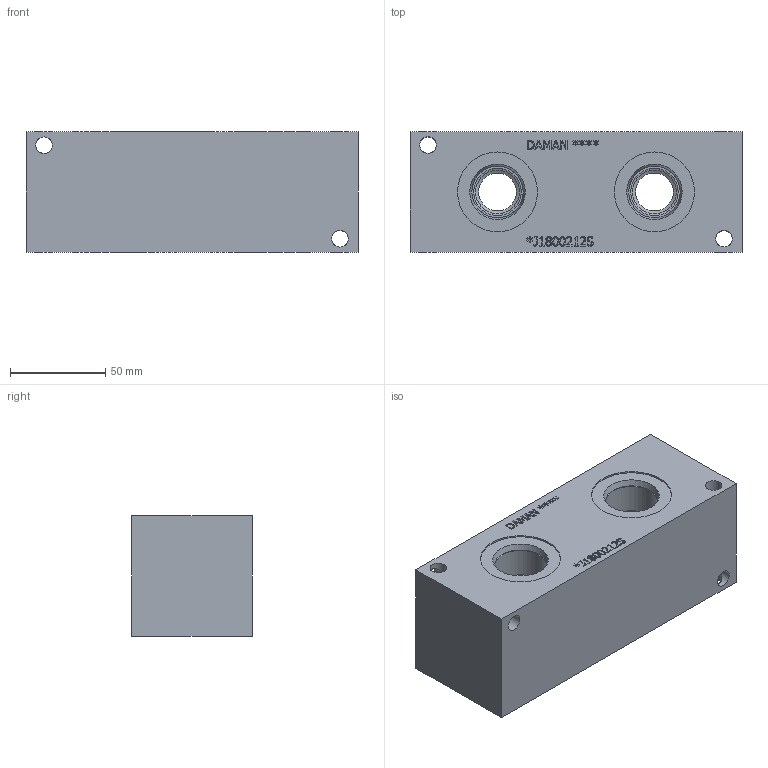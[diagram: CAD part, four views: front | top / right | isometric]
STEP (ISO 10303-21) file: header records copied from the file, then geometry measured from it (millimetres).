
FILE_DESCRIPTION(/* description */ (''),/* implementation_level */ '2;1');
FILE_NAME(/* name */ '_J1800212S.stp',/* time_stamp */ '2020-03-12T08:59:25-04:00',/* author */ ('alexanderw'),/* organization */ (''),/* preprocessor_version */ 'ST-DEVELOPER v17',/* originating_system */ 'Autodesk Inventor 2019',/* authorisation */ '');
FILE_SCHEMA (('AUTOMOTIVE_DESIGN { 1 0 10303 214 3 1 1 }'));
Length unit declared in the file: millimetre
Products named in the file (1): Part_DJ1800212S_3D
Bounding box: 174.62 x 63.5 x 63.5 mm (x, y, z)
Volume: 620111.8 mm3; surface area: 67332.8 mm2
Topology: 1 solids, 1 shells, 366 faces, 1000 edges, 666 vertices
Faces by surface type: plane 226, bspline 96, cylinder 28, cone 16
Full cylindrical faces by diameter (mm): 8.738 x8, 23.012 x4, 24.917 x4, 26.99 x1, 27 x3, 27.432 x4, 42.037 x4
Entity records: 12375 total; most frequent: CARTESIAN_POINT 3281, ORIENTED_EDGE 2000, DIRECTION 1448, EDGE_CURVE 1000, LINE 710, VECTOR 710, VERTEX_POINT 666, EDGE_LOOP 412
